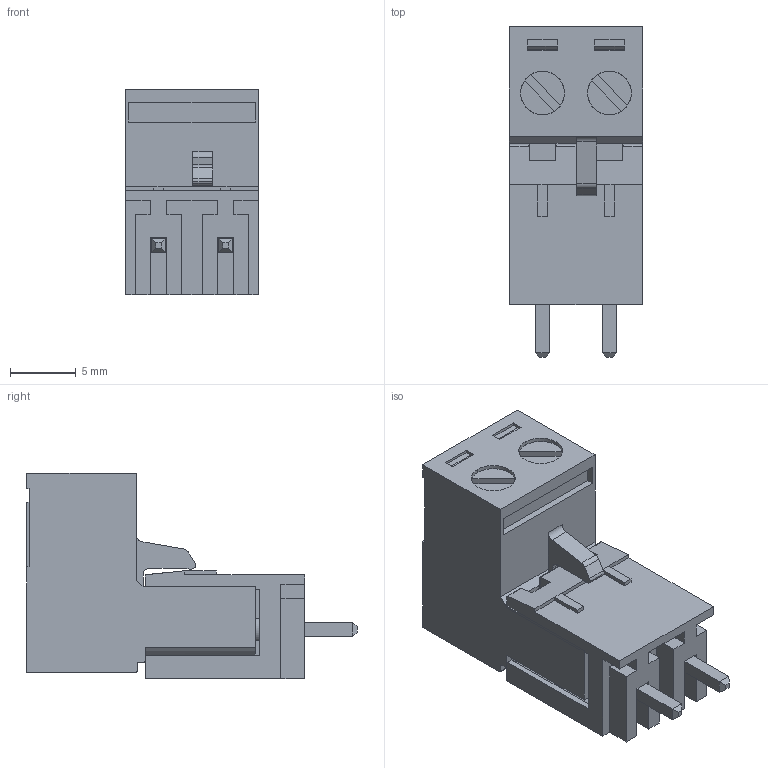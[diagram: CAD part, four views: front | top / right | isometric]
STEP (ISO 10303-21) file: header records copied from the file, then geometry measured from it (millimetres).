
FILE_DESCRIPTION (( 'STEP AP214' ), '1' );
FILE_NAME ('8E30EDA4-7857-4C84-8808-FDB83E4F364F.STEP', '2022-11-09T14:10:47', ( '' ), ( '' ), 'SwSTEP 2.0', 'SolidWorks 2022', '' );
FILE_SCHEMA (( 'AUTOMOTIVE_DESIGN' ));
Length unit declared in the file: millimetre
Products named in the file (1): 8E30EDA4-7857-4C84-8808-FDB83E4F364F
Bounding box: 10.16 x 25.08 x 15.61 mm (x, y, z)
Volume: 2052.9 mm3; surface area: 2223.2 mm2
Topology: 2 solids, 2 shells, 340 faces, 895 edges, 578 vertices
Faces by surface type: plane 263, cylinder 65, cone 4, bspline 4, torus 4
Entity records: 14372 total; most frequent: CARTESIAN_POINT 2162, ORIENTED_EDGE 1790, DIRECTION 1675, EDGE_CURVE 895, VECTOR 733, LINE 733, VERTEX_POINT 578, AXIS2_PLACEMENT_3D 471
